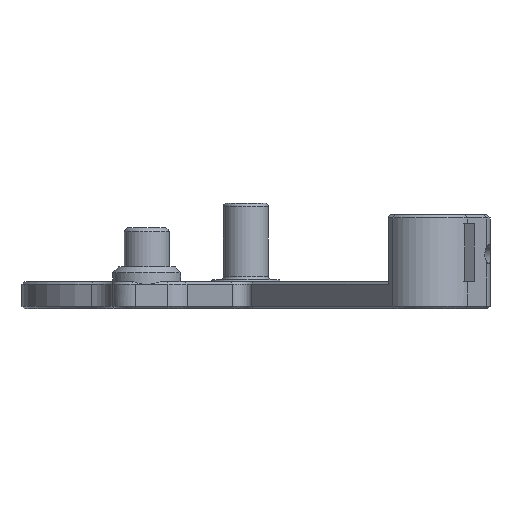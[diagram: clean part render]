
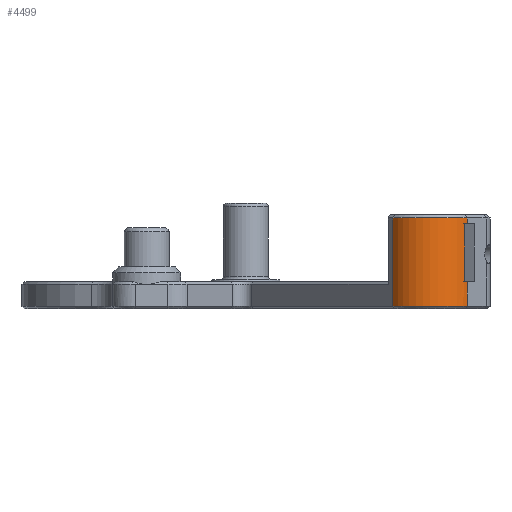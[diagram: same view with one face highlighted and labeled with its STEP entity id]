
A CAD part, front view. The second image highlights one B-rep face of the part: STEP entity #4499.
In plain terms, the highlighted cylindrical face has radius 8 mm (diameter 16 mm), a partial arc.
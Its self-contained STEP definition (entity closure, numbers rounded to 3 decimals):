
#97=CYLINDRICAL_SURFACE('',#4859,8.);
#180=CIRCLE('',#4687,8.);
#221=CIRCLE('',#4757,8.);
#250=CIRCLE('',#4847,8.);
#253=CIRCLE('',#4860,8.);
#389=FACE_OUTER_BOUND('',#687,.T.);
#687=EDGE_LOOP('',(#3686,#3687,#3688,#3689,#3690,#3691,#3692,#3693));
#1043=LINE('',#6861,#1564);
#1046=LINE('',#6865,#1567);
#1192=LINE('',#7270,#1713);
#1213=LINE('',#7336,#1734);
#1564=VECTOR('',#5510,10.);
#1567=VECTOR('',#5513,10.);
#1713=VECTOR('',#5781,10.);
#1734=VECTOR('',#5846,10.);
#1928=VERTEX_POINT('',#6438);
#1929=VERTEX_POINT('',#6440);
#2081=VERTEX_POINT('',#6795);
#2083=VERTEX_POINT('',#6801);
#2102=VERTEX_POINT('',#6858);
#2103=VERTEX_POINT('',#6860);
#2236=VERTEX_POINT('',#7269);
#2247=VERTEX_POINT('',#7335);
#2362=EDGE_CURVE('',#1929,#1928,#180,.T.);
#2541=EDGE_CURVE('',#2083,#2081,#221,.T.);
#2570=EDGE_CURVE('',#2103,#2102,#1043,.T.);
#2573=EDGE_CURVE('',#2083,#1929,#1046,.T.);
#2746=EDGE_CURVE('',#2236,#2081,#1192,.T.);
#2760=EDGE_CURVE('',#2236,#2102,#250,.T.);
#2775=EDGE_CURVE('',#1928,#2247,#1213,.T.);
#2776=EDGE_CURVE('',#2247,#2103,#253,.T.);
#3686=ORIENTED_EDGE('',*,*,#2541,.F.);
#3687=ORIENTED_EDGE('',*,*,#2573,.T.);
#3688=ORIENTED_EDGE('',*,*,#2362,.T.);
#3689=ORIENTED_EDGE('',*,*,#2775,.T.);
#3690=ORIENTED_EDGE('',*,*,#2776,.T.);
#3691=ORIENTED_EDGE('',*,*,#2570,.T.);
#3692=ORIENTED_EDGE('',*,*,#2760,.F.);
#3693=ORIENTED_EDGE('',*,*,#2746,.T.);
#4499=ADVANCED_FACE('',(#389),#97,.T.);
#4687=AXIS2_PLACEMENT_3D('',#6441,#5174,#5175);
#4757=AXIS2_PLACEMENT_3D('',#6803,#5452,#5453);
#4847=AXIS2_PLACEMENT_3D('',#7295,#5810,#5811);
#4859=AXIS2_PLACEMENT_3D('',#7334,#5844,#5845);
#4860=AXIS2_PLACEMENT_3D('',#7337,#5847,#5848);
#5174=DIRECTION('center_axis',(0.,0.,-1.));
#5175=DIRECTION('ref_axis',(0.014,-1.,0.));
#5452=DIRECTION('center_axis',(0.,0.,
-1.));
#5453=DIRECTION('ref_axis',(0.014,-1.,0.));
#5510=DIRECTION('',(0.,0.,1.));
#5513=DIRECTION('',(0.,0.,1.));
#5781=DIRECTION('',(0.,0.,-1.));
#5810=DIRECTION('center_axis',(0.,0.,
1.));
#5811=DIRECTION('ref_axis',(0.014,-1.,0.));
#5844=DIRECTION('center_axis',(0.,0.,
-1.));
#5845=DIRECTION('ref_axis',(0.014,-1.,0.));
#5846=DIRECTION('',(0.,0.,1.));
#5847=DIRECTION('center_axis',(0.,0.,1.));
#5848=DIRECTION('ref_axis',(0.014,-1.,0.));
#6438=CARTESIAN_POINT('',(137.561,-77.574,-126.4));
#6440=CARTESIAN_POINT('',(138.066,-76.905,-126.4));
#6441=CARTESIAN_POINT('Origin',(131.433,-72.431,-126.4));
#6795=CARTESIAN_POINT('',(124.93,-77.09,-130.8));
#6801=CARTESIAN_POINT('',(138.066,-76.905,-130.8));
#6803=CARTESIAN_POINT('Origin',(131.433,-72.431,-130.8));
#6858=CARTESIAN_POINT('',(138.066,-76.905,-115.2));
#6860=CARTESIAN_POINT('',(138.066,-76.905,-116.2));
#6861=CARTESIAN_POINT('',(138.066,-76.905,-123.15));
#6865=CARTESIAN_POINT('',(138.066,-76.905,-123.15));
#7269=CARTESIAN_POINT('',(124.93,-77.09,-115.2));
#7270=CARTESIAN_POINT('',(124.93,-77.09,-123.15));
#7295=CARTESIAN_POINT('Origin',(131.433,-72.431,-115.2));
#7334=CARTESIAN_POINT('Origin',(131.433,-72.431,-123.15));
#7335=CARTESIAN_POINT('',(137.561,-77.574,-116.2));
#7336=CARTESIAN_POINT('',(137.561,-77.574,-123.15));
#7337=CARTESIAN_POINT('Origin',(131.433,-72.431,-116.2));
